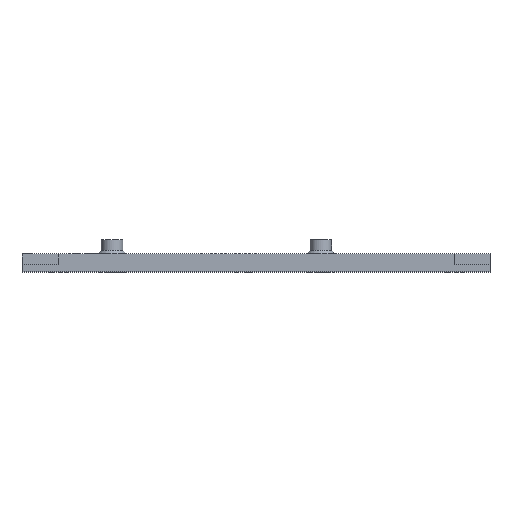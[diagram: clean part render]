
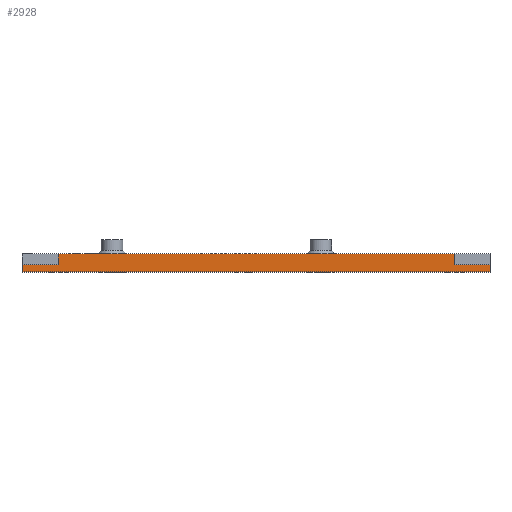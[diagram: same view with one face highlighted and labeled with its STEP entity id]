
A CAD part, top view. The second image highlights one B-rep face of the part: STEP entity #2928.
In plain terms, the highlighted planar face has unit normal (0, 0, 1).
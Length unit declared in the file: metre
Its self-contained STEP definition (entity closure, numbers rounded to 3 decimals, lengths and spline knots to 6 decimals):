
#62=ORIENTED_EDGE('',*,*,#898,.F.);
#63=ORIENTED_EDGE('',*,*,#899,.T.);
#64=ORIENTED_EDGE('',*,*,#900,.T.);
#65=ORIENTED_EDGE('',*,*,#901,.F.);
#66=ORIENTED_EDGE('',*,*,#902,.F.);
#67=ORIENTED_EDGE('',*,*,#903,.T.);
#68=ORIENTED_EDGE('',*,*,#904,.T.);
#69=ORIENTED_EDGE('',*,*,#905,.T.);
#898=EDGE_CURVE('',#1316,#1317,#1580,.T.);
#899=EDGE_CURVE('',#1316,#1318,#1581,.T.);
#900=EDGE_CURVE('',#1318,#1319,#1582,.T.);
#901=EDGE_CURVE('',#1320,#1319,#1583,.T.);
#902=EDGE_CURVE('',#1321,#1320,#1584,.T.);
#903=EDGE_CURVE('',#1321,#1322,#1585,.T.);
#904=EDGE_CURVE('',#1322,#1323,#1586,.T.);
#905=EDGE_CURVE('',#1323,#1317,#1587,.T.);
#1316=VERTEX_POINT('',#4132);
#1317=VERTEX_POINT('',#4133);
#1318=VERTEX_POINT('',#4135);
#1319=VERTEX_POINT('',#4137);
#1320=VERTEX_POINT('',#4139);
#1321=VERTEX_POINT('',#4141);
#1322=VERTEX_POINT('',#4143);
#1323=VERTEX_POINT('',#4145);
#1580=LINE('',#4131,#1962);
#1581=LINE('',#4134,#1963);
#1582=LINE('',#4136,#1964);
#1583=LINE('',#4138,#1965);
#1584=LINE('',#4140,#1966);
#1585=LINE('',#4142,#1967);
#1586=LINE('',#4144,#1968);
#1587=LINE('',#4146,#1969);
#1962=VECTOR('',#3329,1.);
#1963=VECTOR('',#3330,1.);
#1964=VECTOR('',#3331,1.);
#1965=VECTOR('',#3332,1.);
#1966=VECTOR('',#3333,1.);
#1967=VECTOR('',#3334,1.);
#1968=VECTOR('',#3335,1.);
#1969=VECTOR('',#3336,1.);
#2344=EDGE_LOOP('',(#62,#63,#64,#65,#66,#67,#68,#69));
#2556=FACE_BOUND('',#2344,.T.);
#2768=PLANE('',#3115);
#2928=ADVANCED_FACE('',(#2556),#2768,.T.);
#3115=AXIS2_PLACEMENT_3D('',#4130,#3327,#3328);
#3327=DIRECTION('',(0.,0.,1.));
#3328=DIRECTION('',(0.,-1.,0.));
#3329=DIRECTION('',(0.,1.,0.));
#3330=DIRECTION('',(-1.,0.,0.));
#3331=DIRECTION('',(0.,-1.,0.));
#3332=DIRECTION('',(-1.,0.,0.));
#3333=DIRECTION('',(0.,-1.,0.));
#3334=DIRECTION('',(-1.,0.,0.));
#3335=DIRECTION('',(0.,1.,0.));
#3336=DIRECTION('',(-1.,0.,0.));
#4130=CARTESIAN_POINT('',(0.185,0.015,0.055672));
#4131=CARTESIAN_POINT('',(0.13,0.015,0.055672));
#4132=CARTESIAN_POINT('',(0.13,0.012,0.055672));
#4133=CARTESIAN_POINT('',(0.13,0.015,0.055672));
#4134=CARTESIAN_POINT('',(0.185,0.012,0.055672));
#4135=CARTESIAN_POINT('',(0.12,0.012,0.055672));
#4136=CARTESIAN_POINT('',(0.12,0.015,0.055672));
#4137=CARTESIAN_POINT('',(0.12,0.01,0.055672));
#4138=CARTESIAN_POINT('',(0.185,0.01,0.055672));
#4139=CARTESIAN_POINT('',(0.25,0.01,0.055672));
#4140=CARTESIAN_POINT('',(0.25,0.015,0.055672));
#4141=CARTESIAN_POINT('',(0.25,0.012,0.055672));
#4142=CARTESIAN_POINT('',(0.185,0.012,0.055672));
#4143=CARTESIAN_POINT('',(0.24,0.012,0.055672));
#4144=CARTESIAN_POINT('',(0.24,0.015,0.055672));
#4145=CARTESIAN_POINT('',(0.24,0.015,0.055672));
#4146=CARTESIAN_POINT('',(0.185,0.015,0.055672));
